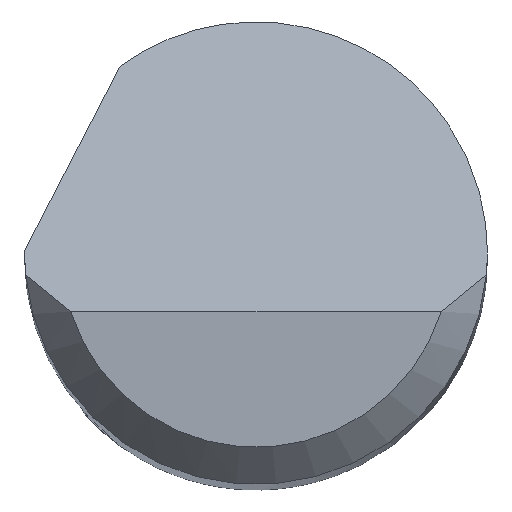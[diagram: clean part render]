
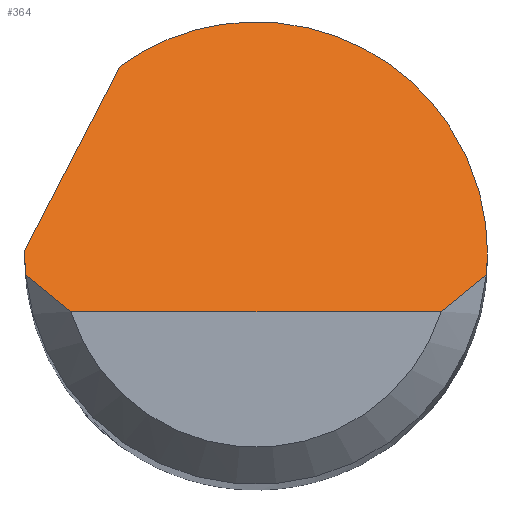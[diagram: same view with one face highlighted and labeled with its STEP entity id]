
A CAD part, top view. The second image highlights one B-rep face of the part: STEP entity #364.
In plain terms, the highlighted planar face has unit normal (0, 0.707, 0.707).
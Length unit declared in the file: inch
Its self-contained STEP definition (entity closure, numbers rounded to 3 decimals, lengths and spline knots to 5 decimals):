
#7 = VERTEX_POINT ( 'NONE', #817 ) ;
#27 = CARTESIAN_POINT ( 'NONE',  ( -0.09375, 0., 1.47625 ) ) ;
#31 = VERTEX_POINT ( 'NONE', #432 ) ;
#52 = CARTESIAN_POINT ( 'NONE',  ( 0.09375, 0., 1.47625 ) ) ;
#63 = CARTESIAN_POINT ( 'NONE',  ( -0.09375, -0.00292, 1.47917 ) ) ;
#81 = VERTEX_POINT ( 'NONE', #325 ) ;
#84 = EDGE_LOOP ( 'NONE', ( #768, #147, #757, #649, #522, #328, #384, #305 ) ) ;
#94 = VERTEX_POINT ( 'NONE', #251 ) ;
#96 = DIRECTION ( 'NONE',  ( 0., -0.707, -0.707 ) ) ;
#112 = CARTESIAN_POINT ( 'NONE',  ( -0.09375, 0., 1.47625 ) ) ;
#117 = CARTESIAN_POINT ( 'NONE',  ( 0., -0.02375, 1.5 ) ) ;
#121 = LINE ( 'NONE', #736, #198 ) ;
#137 = EDGE_CURVE ( 'NONE', #7, #81, #846, .T. ) ;
#147 = ORIENTED_EDGE ( 'NONE', *, *, #854, .T. ) ;
#158 =( BOUNDED_CURVE ( )  B_SPLINE_CURVE ( 3, ( #454, #721, #63, #112 ),
 .UNSPECIFIED., .F., .T. ) 
 B_SPLINE_CURVE_WITH_KNOTS ( ( 4, 4 ),
 ( 4.61892, 4.71239 ),
 .UNSPECIFIED. ) 
 CURVE ( )  GEOMETRIC_REPRESENTATION_ITEM ( )  RATIONAL_B_SPLINE_CURVE ( ( 1., 0.999, 0.999, 1. ) ) 
 REPRESENTATION_ITEM ( '' )  );
#183 = EDGE_CURVE ( 'NONE', #600, #293, #121, .T. ) ;
#188 = CARTESIAN_POINT ( 'NONE',  ( 0.09375, 0., 1.47625 ) ) ;
#194 = EDGE_CURVE ( 'NONE', #31, #7, #565, .T. ) ;
#198 = VECTOR ( 'NONE', #387, 39.37008 ) ;
#217 =( BOUNDED_CURVE ( )  B_SPLINE_CURVE ( 3, ( #790, #781, #726, #52 ),
 .UNSPECIFIED., .F., .T. ) 
 B_SPLINE_CURVE_WITH_KNOTS ( ( 4, 4 ),
 ( 5.65523, 7.85398 ),
 .UNSPECIFIED. ) 
 CURVE ( )  GEOMETRIC_REPRESENTATION_ITEM ( )  RATIONAL_B_SPLINE_CURVE ( ( 1., 0.636, 0.636, 1. ) ) 
 REPRESENTATION_ITEM ( '' )  );
#223 = CARTESIAN_POINT ( 'NONE',  ( 0.09334, -0.00875, 1.485 ) ) ;
#241 = CARTESIAN_POINT ( 'NONE',  ( 0.08157, -0.019, 1.49525 ) ) ;
#245 = DIRECTION ( 'NONE',  ( 0., 0.707, -0.707 ) ) ;
#251 = CARTESIAN_POINT ( 'NONE',  ( 0.09334, -0.00875, 1.485 ) ) ;
#258 = EDGE_CURVE ( 'NONE', #540, #94, #633, .T. ) ;
#267 = CARTESIAN_POINT ( 'NONE',  ( -0.08157, -0.019, 1.49525 ) ) ;
#293 = VERTEX_POINT ( 'NONE', #610 ) ;
#305 = ORIENTED_EDGE ( 'NONE', *, *, #194, .T. ) ;
#309 = PLANE ( 'NONE',  #815 ) ;
#325 = CARTESIAN_POINT ( 'NONE',  ( 0.07508, -0.02375, 1.5 ) ) ;
#328 = ORIENTED_EDGE ( 'NONE', *, *, #536, .F. ) ;
#336 = VERTEX_POINT ( 'NONE', #431 ) ;
#337 = CARTESIAN_POINT ( 'NONE',  ( -0.09375, 0.00067, 1.47558 ) ) ;
#364 = ADVANCED_FACE ( 'NONE', ( #561 ), #309, .F. ) ;
#382 = DIRECTION ( 'NONE',  ( 1., 0., 0. ) ) ;
#384 = ORIENTED_EDGE ( 'NONE', *, *, #848, .F. ) ;
#387 = DIRECTION ( 'NONE',  ( 0.343, 0.664, -0.664 ) ) ;
#431 = CARTESIAN_POINT ( 'NONE',  ( -0.09375, 0., 1.47625 ) ) ;
#432 = CARTESIAN_POINT ( 'NONE',  ( -0.09334, -0.00875, 1.485 ) ) ;
#454 = CARTESIAN_POINT ( 'NONE',  ( -0.09334, -0.00875, 1.485 ) ) ;
#462 = CARTESIAN_POINT ( 'NONE',  ( -0.08761, -0.01397, 1.49022 ) ) ;
#464 = CARTESIAN_POINT ( 'NONE',  ( -0.09375, 0.00033, 1.47592 ) ) ;
#470 = CARTESIAN_POINT ( 'NONE',  ( 0.09361, -0.00584, 1.48209 ) ) ;
#514 = CARTESIAN_POINT ( 'NONE',  ( 0.09334, -0.00875, 1.485 ) ) ;
#522 = ORIENTED_EDGE ( 'NONE', *, *, #183, .F. ) ;
#536 = EDGE_CURVE ( 'NONE', #336, #600, #724, .T. ) ;
#540 = VERTEX_POINT ( 'NONE', #188 ) ;
#543 = CARTESIAN_POINT ( 'NONE',  ( 0.09375, -0.00292, 1.47917 ) ) ;
#561 = FACE_OUTER_BOUND ( 'NONE', #84, .T. ) ;
#565 = B_SPLINE_CURVE_WITH_KNOTS ( 'NONE', 3,
 ( #855, #462, #267, #800 ),
 .UNSPECIFIED., .F., .F.,
 ( 4, 4 ),
 ( 0., 0.00071 ),
 .UNSPECIFIED. ) ;
#588 = CARTESIAN_POINT ( 'NONE',  ( 0.07508, -0.02375, 1.5 ) ) ;
#600 = VERTEX_POINT ( 'NONE', #745 ) ;
#610 = CARTESIAN_POINT ( 'NONE',  ( -0.05508, 0.07587, 1.40038 ) ) ;
#633 =( BOUNDED_CURVE ( )  B_SPLINE_CURVE ( 3, ( #671, #543, #470, #223 ),
 .UNSPECIFIED., .F., .T. ) 
 B_SPLINE_CURVE_WITH_KNOTS ( ( 4, 4 ),
 ( 1.5708, 1.66427 ),
 .UNSPECIFIED. ) 
 CURVE ( )  GEOMETRIC_REPRESENTATION_ITEM ( )  RATIONAL_B_SPLINE_CURVE ( ( 1., 0.999, 0.999, 1. ) ) 
 REPRESENTATION_ITEM ( '' )  );
#649 = ORIENTED_EDGE ( 'NONE', *, *, #843, .F. ) ;
#655 = CARTESIAN_POINT ( 'NONE',  ( 0.08761, -0.01397, 1.49022 ) ) ;
#660 = VECTOR ( 'NONE', #382, 39.37008 ) ;
#671 = CARTESIAN_POINT ( 'NONE',  ( 0.09375, 0., 1.47625 ) ) ;
#693 = CARTESIAN_POINT ( 'NONE',  ( -0.09375, -0.02375, 1.5 ) ) ;
#721 = CARTESIAN_POINT ( 'NONE',  ( -0.09361, -0.00584, 1.48209 ) ) ;
#724 =( BOUNDED_CURVE ( )  B_SPLINE_CURVE ( 3, ( #27, #464, #337, #820 ),
 .UNSPECIFIED., .F., .T. ) 
 B_SPLINE_CURVE_WITH_KNOTS ( ( 4, 4 ),
 ( 4.71239, 4.72306 ),
 .UNSPECIFIED. ) 
 CURVE ( )  GEOMETRIC_REPRESENTATION_ITEM ( )  RATIONAL_B_SPLINE_CURVE ( ( 1., 1., 1., 1. ) ) 
 REPRESENTATION_ITEM ( '' )  );
#726 = CARTESIAN_POINT ( 'NONE',  ( 0.09375, 0.08754, 1.38871 ) ) ;
#736 = CARTESIAN_POINT ( 'NONE',  ( -0.10502, -0.02084, 1.49709 ) ) ;
#745 = CARTESIAN_POINT ( 'NONE',  ( -0.09374, 0.001, 1.47525 ) ) ;
#757 = ORIENTED_EDGE ( 'NONE', *, *, #258, .F. ) ;
#768 = ORIENTED_EDGE ( 'NONE', *, *, #137, .T. ) ;
#773 = B_SPLINE_CURVE_WITH_KNOTS ( 'NONE', 3,
 ( #588, #241, #655, #514 ),
 .UNSPECIFIED., .F., .F.,
 ( 4, 4 ),
 ( 0., 0.00071 ),
 .UNSPECIFIED. ) ;
#781 = CARTESIAN_POINT ( 'NONE',  ( 0.01576, 0.12729, 1.34896 ) ) ;
#790 = CARTESIAN_POINT ( 'NONE',  ( -0.05508, 0.07587, 1.40038 ) ) ;
#800 = CARTESIAN_POINT ( 'NONE',  ( -0.07508, -0.02375, 1.5 ) ) ;
#815 = AXIS2_PLACEMENT_3D ( 'NONE', #693, #96, #245 ) ;
#817 = CARTESIAN_POINT ( 'NONE',  ( -0.07508, -0.02375, 1.5 ) ) ;
#820 = CARTESIAN_POINT ( 'NONE',  ( -0.09374, 0.001, 1.47525 ) ) ;
#843 = EDGE_CURVE ( 'NONE', #293, #540, #217, .T. ) ;
#846 = LINE ( 'NONE', #117, #660 ) ;
#848 = EDGE_CURVE ( 'NONE', #31, #336, #158, .T. ) ;
#854 = EDGE_CURVE ( 'NONE', #81, #94, #773, .T. ) ;
#855 = CARTESIAN_POINT ( 'NONE',  ( -0.09334, -0.00875, 1.485 ) ) ;
